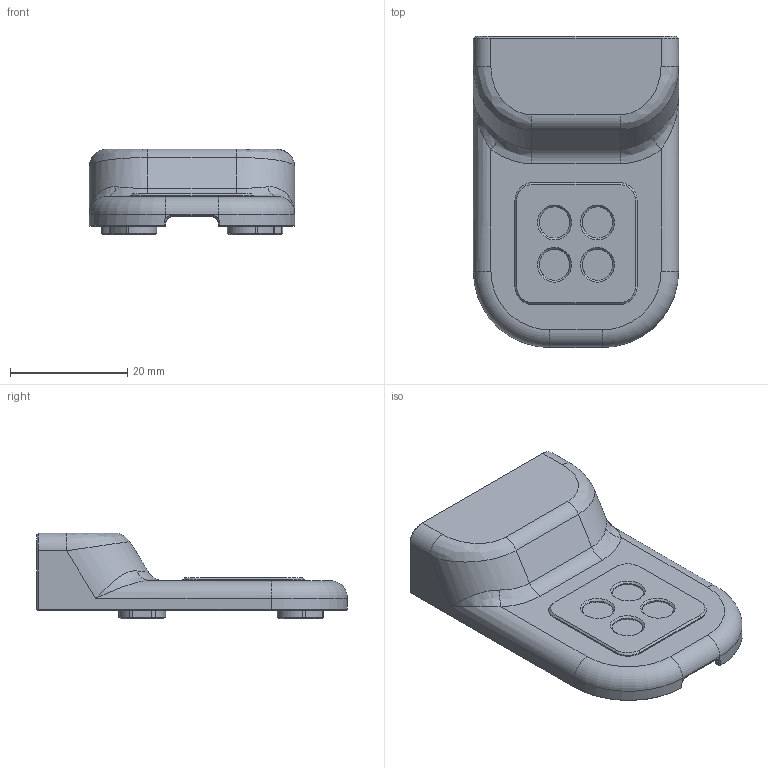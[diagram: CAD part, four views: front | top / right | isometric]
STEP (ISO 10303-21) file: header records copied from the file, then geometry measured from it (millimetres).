
FILE_DESCRIPTION(/* description */ (''),/* implementation_level */ '2;1');
FILE_NAME(/* name */ 'usb-can_housing_upper_icon.step',/* time_stamp */ '2021-08-25T13:56:54+02:00',/* author */ (''),/* organization */ (''),/* preprocessor_version */ 'ST-DEVELOPER v18.1',/* originating_system */ 'Autodesk Translation Framework v10.9.0.1377',/* authorisation */ '');
FILE_SCHEMA (('AUTOMOTIVE_DESIGN { 1 0 10303 214 3 1 1 }'));
Length unit declared in the file: millimetre
Products named in the file (1): housing_upper
Bounding box: 35 x 53 x 14.6 mm (x, y, z)
Volume: 5947 mm3; surface area: 5688.5 mm2
Topology: 1 solids, 1 shells, 277 faces, 645 edges, 375 vertices
Faces by surface type: plane 106, cylinder 57, cone 48, bspline 48, torus 11, sphere 7
Full cylindrical faces by diameter (mm): 4 x4
Entity records: 8912 total; most frequent: CARTESIAN_POINT 2812, ORIENTED_EDGE 1282, DIRECTION 1230, EDGE_CURVE 641, AXIS2_PLACEMENT_3D 454, VERTEX_POINT 375, LINE 322, VECTOR 322
